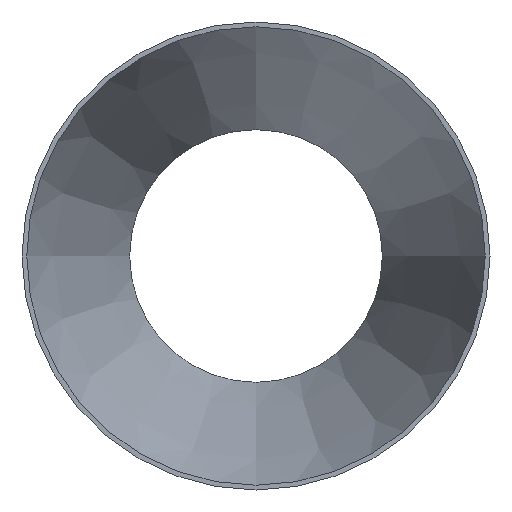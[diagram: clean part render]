
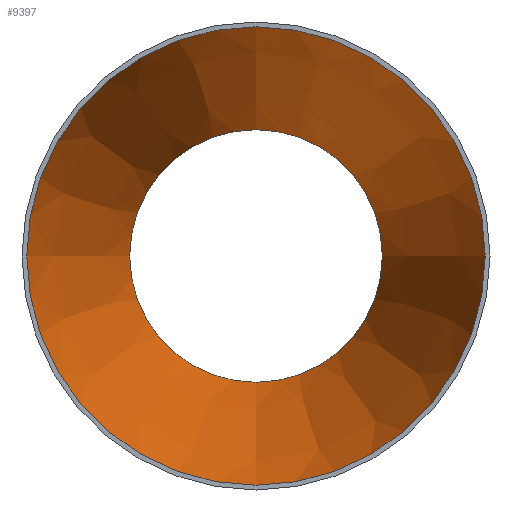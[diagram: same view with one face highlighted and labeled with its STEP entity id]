
A CAD part, front view. The second image highlights one B-rep face of the part: STEP entity #9397.
In plain terms, the highlighted conical face has half-angle 16.44 degrees and reference radius 99.915 mm.
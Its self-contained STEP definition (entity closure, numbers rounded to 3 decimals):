
#1802 = CIRCLE ( 'NONE', #16666, 99.915 ) ;
#2047 = CARTESIAN_POINT ( 'NONE',  ( 0., 0., 0. ) ) ;
#2266 = VERTEX_POINT ( 'NONE', #26074 ) ;
#3163 = DIRECTION ( 'NONE',  ( 0., 0., -1. ) ) ;
#5860 = DIRECTION ( 'NONE',  ( 0., 0., -1. ) ) ;
#8139 = CARTESIAN_POINT ( 'NONE',  ( 0., 152., -55.065 ) ) ;
#9397 = ADVANCED_FACE ( 'NONE', ( #25246, #21266 ), #12929, .F. ) ;
#11116 = EDGE_CURVE ( 'NONE', #14487, #14487, #18992, .T. ) ;
#12086 = EDGE_LOOP ( 'NONE', ( #20050 ) ) ;
#12929 = CONICAL_SURFACE ( 'NONE', #24411, 99.915, 0.287 ) ;
#14319 = AXIS2_PLACEMENT_3D ( 'NONE', #26205, #22354, #5860 ) ;
#14487 = VERTEX_POINT ( 'NONE', #8139 ) ;
#16138 = DIRECTION ( 'NONE',  ( 0., -1., 0. ) ) ;
#16666 = AXIS2_PLACEMENT_3D ( 'NONE', #2047, #16138, #18539 ) ;
#18539 = DIRECTION ( 'NONE',  ( 0., 0., -1. ) ) ;
#18992 = CIRCLE ( 'NONE', #14319, 55.065 ) ;
#19190 = ORIENTED_EDGE ( 'NONE', *, *, #11116, .F. ) ;
#20050 = ORIENTED_EDGE ( 'NONE', *, *, #24374, .T. ) ;
#21266 = FACE_OUTER_BOUND ( 'NONE', #12086, .T. ) ;
#21399 = CARTESIAN_POINT ( 'NONE',  ( 0., 0., 0. ) ) ;
#22354 = DIRECTION ( 'NONE',  ( 0., -1., 0. ) ) ;
#24374 = EDGE_CURVE ( 'NONE', #2266, #2266, #1802, .T. ) ;
#24411 = AXIS2_PLACEMENT_3D ( 'NONE', #21399, #25636, #3163 ) ;
#25246 = FACE_BOUND ( 'NONE', #25821, .T. ) ;
#25636 = DIRECTION ( 'NONE',  ( 0., -1., 0. ) ) ;
#25821 = EDGE_LOOP ( 'NONE', ( #19190 ) ) ;
#26074 = CARTESIAN_POINT ( 'NONE',  ( 0., 0., -99.915 ) ) ;
#26205 = CARTESIAN_POINT ( 'NONE',  ( 0., 152., 0. ) ) ;
